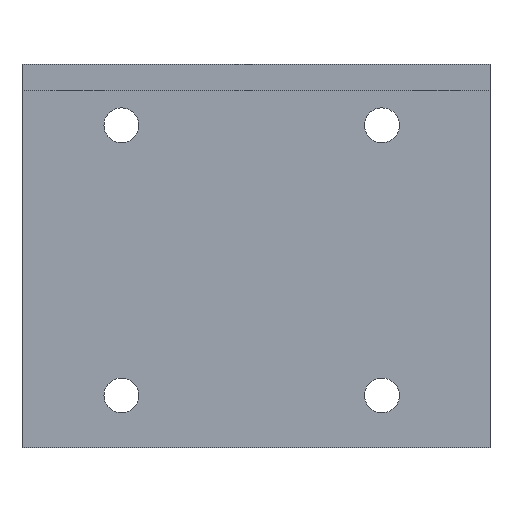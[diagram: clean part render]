
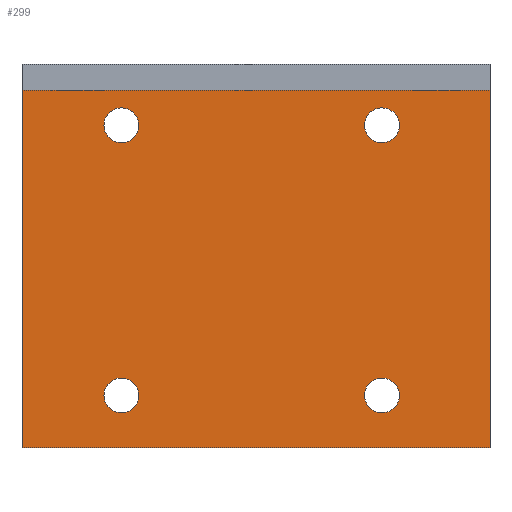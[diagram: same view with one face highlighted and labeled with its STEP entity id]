
A CAD part, front view. The second image highlights one B-rep face of the part: STEP entity #299.
In plain terms, the highlighted planar face has unit normal (0, -1, 0).
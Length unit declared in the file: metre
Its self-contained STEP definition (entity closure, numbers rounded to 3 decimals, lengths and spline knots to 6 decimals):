
#12=CIRCLE('',#325,0.001);
#14=CIRCLE('',#328,0.001);
#16=CIRCLE('',#331,0.001);
#18=CIRCLE('',#334,0.001);
#58=ORIENTED_EDGE('',*,*,#104,.F.);
#59=ORIENTED_EDGE('',*,*,#112,.T.);
#60=ORIENTED_EDGE('',*,*,#119,.T.);
#61=ORIENTED_EDGE('',*,*,#128,.F.);
#62=ORIENTED_EDGE('',*,*,#124,.F.);
#63=ORIENTED_EDGE('',*,*,#122,.F.);
#64=ORIENTED_EDGE('',*,*,#120,.F.);
#65=ORIENTED_EDGE('',*,*,#126,.F.);
#104=EDGE_CURVE('',#140,#141,#168,.T.);
#112=EDGE_CURVE('',#140,#147,#176,.T.);
#119=EDGE_CURVE('',#147,#153,#183,.T.);
#120=EDGE_CURVE('',#154,#154,#12,.T.);
#122=EDGE_CURVE('',#156,#156,#14,.T.);
#124=EDGE_CURVE('',#158,#158,#16,.T.);
#126=EDGE_CURVE('',#160,#160,#18,.T.);
#128=EDGE_CURVE('',#141,#153,#184,.T.);
#140=VERTEX_POINT('',#437);
#141=VERTEX_POINT('',#439);
#147=VERTEX_POINT('',#453);
#153=VERTEX_POINT('',#467);
#154=VERTEX_POINT('',#471);
#156=VERTEX_POINT('',#476);
#158=VERTEX_POINT('',#481);
#160=VERTEX_POINT('',#486);
#168=LINE('',#438,#192);
#176=LINE('',#454,#200);
#183=LINE('',#468,#207);
#184=LINE('',#490,#208);
#192=VECTOR('',#355,1.);
#200=VECTOR('',#365,1.);
#207=VECTOR('',#374,1.);
#208=VECTOR('',#401,1.);
#225=EDGE_LOOP('',(#58,#59,#60,#61));
#226=EDGE_LOOP('',(#62));
#227=EDGE_LOOP('',(#63));
#228=EDGE_LOOP('',(#64));
#229=EDGE_LOOP('',(#65));
#259=FACE_BOUND('',#225,.T.);
#260=FACE_BOUND('',#226,.T.);
#261=FACE_BOUND('',#227,.T.);
#262=FACE_BOUND('',#228,.T.);
#263=FACE_BOUND('',#229,.T.);
#285=PLANE('',#336);
#299=ADVANCED_FACE('',(#259,#260,#261,#262,#263),#285,.T.);
#325=AXIS2_PLACEMENT_3D('',#470,#377,#378);
#328=AXIS2_PLACEMENT_3D('',#475,#383,#384);
#331=AXIS2_PLACEMENT_3D('',#480,#389,#390);
#334=AXIS2_PLACEMENT_3D('',#485,#395,#396);
#336=AXIS2_PLACEMENT_3D('',#489,#399,#400);
#355=DIRECTION('',(0.,0.,1.));
#365=DIRECTION('',(1.,0.,0.));
#374=DIRECTION('',(0.,0.,1.));
#377=DIRECTION('',(0.,-1.,0.));
#378=DIRECTION('',(0.,0.,-1.));
#383=DIRECTION('',(0.,-1.,0.));
#384=DIRECTION('',(0.,0.,-1.));
#389=DIRECTION('',(0.,-1.,0.));
#390=DIRECTION('',(0.,0.,-1.));
#395=DIRECTION('',(0.,-1.,0.));
#396=DIRECTION('',(0.,0.,-1.));
#399=DIRECTION('',(0.,-1.,0.));
#400=DIRECTION('',(1.,0.,0.));
#401=DIRECTION('',(1.,0.,0.));
#437=CARTESIAN_POINT('',(-0.013425,0.010587,0.040316));
#438=CARTESIAN_POINT('',(-0.013425,0.010587,0.050566));
#439=CARTESIAN_POINT('',(-0.013425,0.010587,0.060816));
#453=CARTESIAN_POINT('',(0.013425,0.010587,0.040316));
#454=CARTESIAN_POINT('',(0.,0.010587,0.040316));
#467=CARTESIAN_POINT('',(0.013425,0.010587,0.060816));
#468=CARTESIAN_POINT('',(0.013425,0.010587,0.050566));
#470=CARTESIAN_POINT('',(-0.007725,0.010587,0.043316));
#471=CARTESIAN_POINT('',(-0.007725,0.010587,0.042316));
#475=CARTESIAN_POINT('',(0.007225,0.010587,0.058816));
#476=CARTESIAN_POINT('',(0.007225,0.010587,0.057816));
#480=CARTESIAN_POINT('',(-0.007725,0.010587,0.058816));
#481=CARTESIAN_POINT('',(-0.007725,0.010587,0.057816));
#485=CARTESIAN_POINT('',(0.007225,0.010587,0.043316));
#486=CARTESIAN_POINT('',(0.007225,0.010587,0.042316));
#489=CARTESIAN_POINT('',(0.,0.010587,0.050566));
#490=CARTESIAN_POINT('',(0.,0.010587,0.060816));
